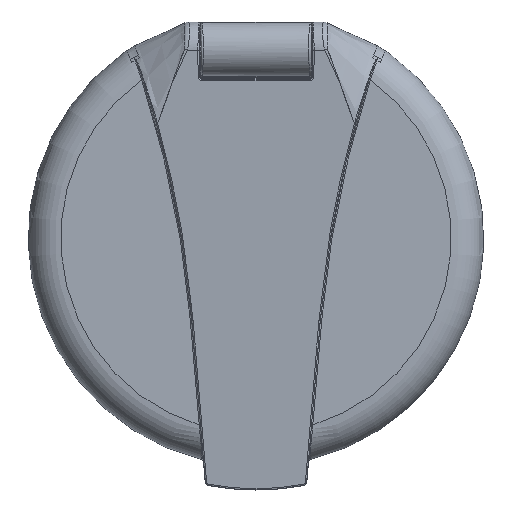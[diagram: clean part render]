
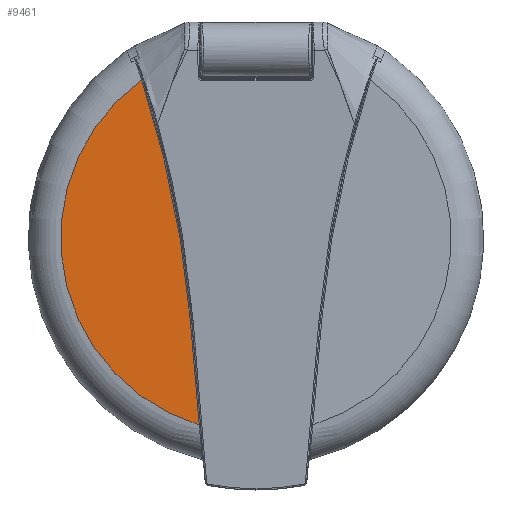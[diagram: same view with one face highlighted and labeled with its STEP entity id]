
A CAD part, top view. The second image highlights one B-rep face of the part: STEP entity #9461.
In plain terms, the highlighted planar face has unit normal (0, 0, 1).
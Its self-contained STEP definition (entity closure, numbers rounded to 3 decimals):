
#2452=CARTESIAN_POINT('',(0.,0.,3.));
#2453=DIRECTION('',(0.,0.,-1.));
#2454=DIRECTION('',(-0.291,-0.957,0.));
#2455=AXIS2_PLACEMENT_3D('',#2452,#2453,#2454);
#2598=CARTESIAN_POINT('',(-260.389,-39.9,3.));
#2599=DIRECTION('',(0.,0.,1.));
#2600=DIRECTION('',(0.996,0.085,0.));
#2601=AXIS2_PLACEMENT_3D('',#2598,#2599,#2600);
#2603=DIRECTION('',(-0.085,0.996,0.));
#2604=VECTOR('',#2603,24.005);
#2605=CARTESIAN_POINT('',(-13.076,-43.006,
3.));
#2606=LINE('',#2605,#2604);
#5949=CARTESIAN_POINT('',(-15.105,-19.087,3.));
#5950=CARTESIAN_POINT('',(-26.352,36.415,3.));
#5951=VERTEX_POINT('',#5949);
#5952=VERTEX_POINT('',#5950);
#5957=CARTESIAN_POINT('',(-13.076,-43.006,
3.));
#5958=VERTEX_POINT('',#5957);
#9450=CARTESIAN_POINT('',(0.,0.,3.));
#9451=DIRECTION('',(0.,0.,-1.));
#9452=DIRECTION('',(-1.,0.,0.));
#9453=AXIS2_PLACEMENT_3D('',#9450,#9451,#9452);
#9454=PLANE('',#9453);
#9455=ORIENTED_EDGE('',*,*,#9441,.F.);
#9457=ORIENTED_EDGE('',*,*,#9456,.F.);
#9458=ORIENTED_EDGE('',*,*,#9161,.T.);
#9459=EDGE_LOOP('',(#9455,#9457,#9458));
#9460=FACE_OUTER_BOUND('',#9459,.F.);
#2456=CIRCLE('',#2455,44.95);
#2602=CIRCLE('',#2601,246.165);
#9161=EDGE_CURVE('',#5958,#5952,#2456,.T.);
#9441=EDGE_CURVE('',#5951,#5952,#2602,.T.);
#9456=EDGE_CURVE('',#5958,#5951,#2606,.T.);
#9461=ADVANCED_FACE('',(#9460),#9454,.F.);
